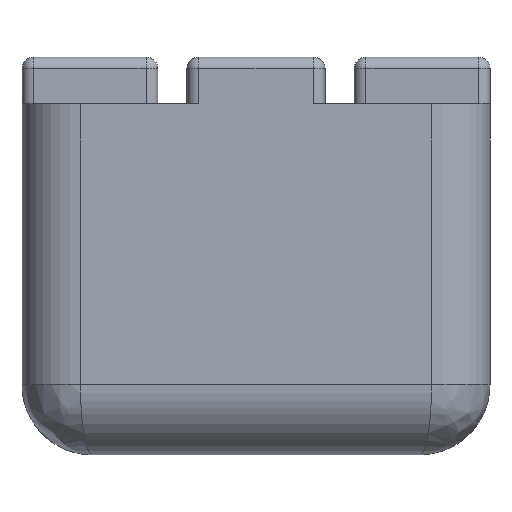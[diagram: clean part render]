
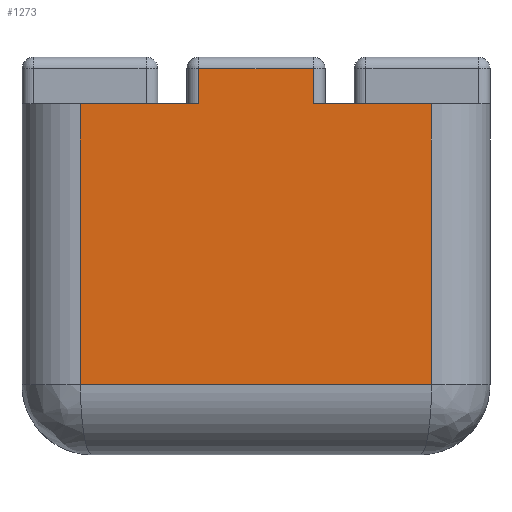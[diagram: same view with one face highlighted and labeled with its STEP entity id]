
A CAD part, front view. The second image highlights one B-rep face of the part: STEP entity #1273.
In plain terms, the highlighted planar face has unit normal (0, -1, 0).
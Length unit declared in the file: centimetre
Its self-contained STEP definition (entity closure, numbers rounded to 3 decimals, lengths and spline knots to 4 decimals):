
#133=VECTOR('',#1547,1.);
#151=VECTOR('',#1602,1.);
#152=VECTOR('',#1606,1.);
#153=VECTOR('',#1607,1.);
#154=VECTOR('',#1608,1.);
#155=VECTOR('',#1609,1.);
#156=VECTOR('',#1610,1.);
#229=LINE('',#2133,#133);
#247=LINE('',#2368,#151);
#248=LINE('',#2512,#152);
#249=LINE('',#2514,#153);
#250=LINE('',#2516,#154);
#251=LINE('',#2517,#155);
#252=LINE('',#2519,#156);
#328=PLANE('',#1382);
#372=VERTEX_POINT('',#2132);
#373=VERTEX_POINT('',#2134);
#380=VERTEX_POINT('',#2148);
#381=VERTEX_POINT('',#2149);
#403=VERTEX_POINT('',#2369);
#404=VERTEX_POINT('',#2513);
#405=VERTEX_POINT('',#2515);
#406=VERTEX_POINT('',#2518);
#556=EDGE_CURVE('',#373,#372,#229,.T.);
#564=EDGE_CURVE('',#381,#380,#229,.T.);
#593=EDGE_CURVE('',#381,#403,#247,.T.);
#596=EDGE_CURVE('',#404,#380,#248,.T.);
#597=EDGE_CURVE('',#405,#404,#249,.T.);
#598=EDGE_CURVE('',#373,#405,#250,.T.);
#599=EDGE_CURVE('',#406,#372,#251,.T.);
#600=EDGE_CURVE('',#403,#406,#252,.T.);
#803=ORIENTED_EDGE('',*,*,#593,.F.);
#804=ORIENTED_EDGE('',*,*,#564,.T.);
#805=ORIENTED_EDGE('',*,*,#596,.F.);
#806=ORIENTED_EDGE('',*,*,#597,.F.);
#807=ORIENTED_EDGE('',*,*,#598,.F.);
#808=ORIENTED_EDGE('',*,*,#556,.T.);
#809=ORIENTED_EDGE('',*,*,#599,.F.);
#810=ORIENTED_EDGE('',*,*,#600,.F.);
#1097=EDGE_LOOP('',(#803,#804,#805,#806,#807,#808,#809,#810));
#1187=FACE_BOUND('',#1097,.T.);
#1273=ADVANCED_FACE('',(#1187),#328,.T.);
#1382=AXIS2_PLACEMENT_3D('',#2511,#1605,$);
#1547=DIRECTION('',(-1.,0.,0.));
#1602=DIRECTION('',(0.,0.,-1.));
#1605=DIRECTION('',(0.,-1.,0.));
#1606=DIRECTION('',(0.,0.,-1.));
#1607=DIRECTION('',(1.,0.,0.));
#1608=DIRECTION('',(0.,0.,1.));
#1609=DIRECTION('',(0.,0.,1.));
#1610=DIRECTION('',(-1.,0.,0.));
#2132=CARTESIAN_POINT('',(-0.75,-1.,1.5));
#2133=CARTESIAN_POINT('',(-1.,-1.,1.5));
#2134=CARTESIAN_POINT('',(-0.245,-1.,1.5));
#2148=CARTESIAN_POINT('',(0.245,-1.,1.5));
#2149=CARTESIAN_POINT('',(0.75,-1.,1.5));
#2368=CARTESIAN_POINT('',(0.75,-1.,0.));
#2369=CARTESIAN_POINT('',(0.75,-1.,0.3));
#2511=CARTESIAN_POINT('',(0.,-1.,0.));
#2512=CARTESIAN_POINT('',(0.245,-1.,0.75));
#2513=CARTESIAN_POINT('',(0.245,-1.,1.65));
#2514=CARTESIAN_POINT('',(0.,-1.,1.65));
#2515=CARTESIAN_POINT('',(-0.245,-1.,1.65));
#2516=CARTESIAN_POINT('',(-0.245,-1.,0.75));
#2517=CARTESIAN_POINT('',(-0.75,-1.,0.));
#2518=CARTESIAN_POINT('',(-0.75,-1.,0.3));
#2519=CARTESIAN_POINT('',(0.,-1.,0.3));
